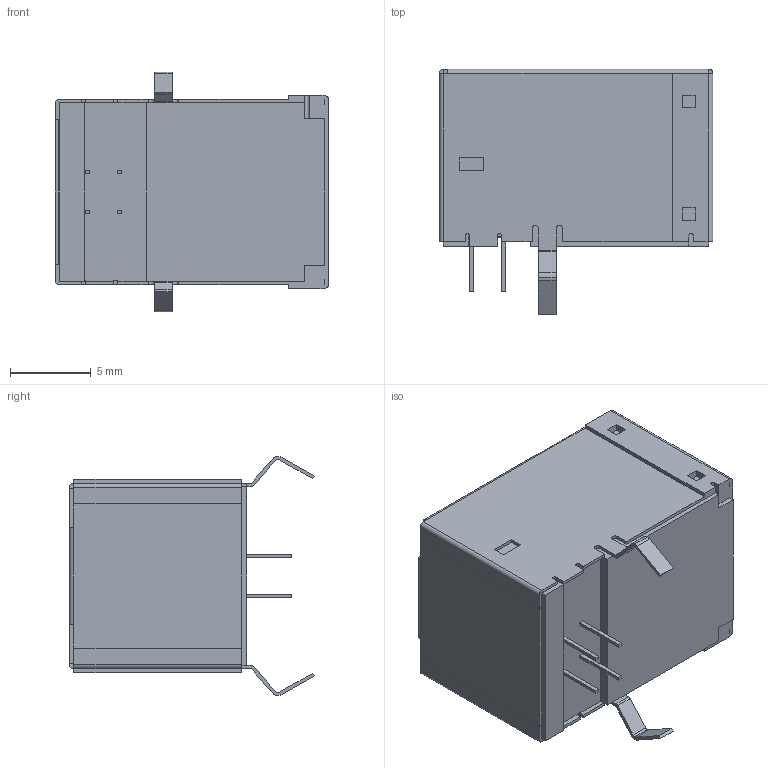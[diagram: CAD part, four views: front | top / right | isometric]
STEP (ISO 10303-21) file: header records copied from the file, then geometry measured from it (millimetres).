
FILE_DESCRIPTION(('STEP AP242'),'1');
FILE_NAME('67068-8000.stp','2021-03-04T11:26:11',('TraceParts'),('TraceParts S.A.'),'Spatial InterOp 3D',' ',' ');
FILE_SCHEMA(('AP242_MANAGED_MODEL_BASED_3D_ENGINEERING_MIM_LF {1 0 10303 442 1 1 4}'));
Length unit declared in the file: millimetre
Products named in the file (1): 67068-8000_1
Bounding box: 17 x 15.22 x 14.86 mm (x, y, z)
Volume: 1502.5 mm3; surface area: 1875 mm2
Topology: 1 solids, 1 shells, 265 faces, 729 edges, 492 vertices
Faces by surface type: plane 223, cylinder 40, cone 2
Entity records: 8319 total; most frequent: CARTESIAN_POINT 1464, ORIENTED_EDGE 1434, DIRECTION 1357, EDGE_CURVE 717, LINE 635, VECTOR 635, VERTEX_POINT 468, AXIS2_PLACEMENT_3D 361
